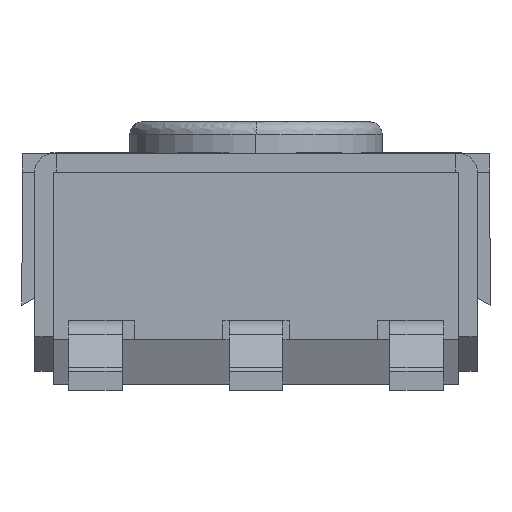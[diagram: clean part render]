
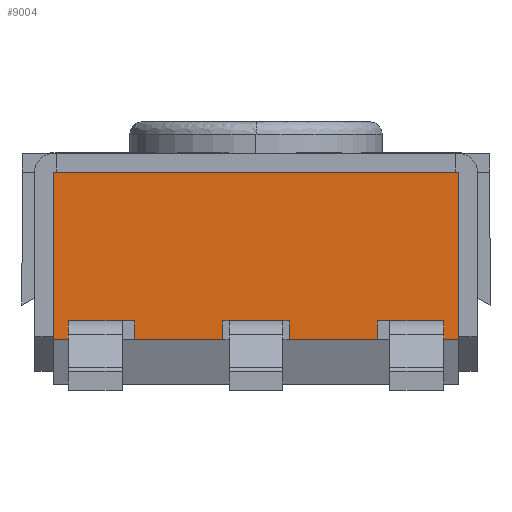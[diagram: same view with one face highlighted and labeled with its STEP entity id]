
A CAD part, left-side view. The second image highlights one B-rep face of the part: STEP entity #9004.
In plain terms, the highlighted planar face has unit normal (-1, 0, 0).
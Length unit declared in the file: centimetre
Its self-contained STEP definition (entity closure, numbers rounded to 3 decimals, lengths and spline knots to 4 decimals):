
#285 = EDGE_CURVE ( 'NONE', #16501, #16702, #5485, .T. ) ;
#386 = VECTOR ( 'NONE', #5487, 100. ) ;
#1780 = LINE ( 'NONE', #1781, #6910 ) ;
#1781 = CARTESIAN_POINT ( 'NONE',  ( -0.36, 0.32, 0. ) ) ;
#1782 = DIRECTION ( 'NONE',  ( 0., 0., -1. ) ) ;
#1855 = LINE ( 'NONE', #1856, #6935 ) ;
#1856 = CARTESIAN_POINT ( 'NONE',  ( -0.36, 0., 0.07 ) ) ;
#1857 = DIRECTION ( 'NONE',  ( 0., -1., 0. ) ) ;
#3271 = CARTESIAN_POINT ( 'NONE',  ( -0.36, -0.32, 0.335 ) ) ;
#5485 = LINE ( 'NONE', #5486, #386 ) ;
#5486 = CARTESIAN_POINT ( 'NONE',  ( -0.36, 0., 0.335 ) ) ;
#5487 = DIRECTION ( 'NONE',  ( 0., -1., 0. ) ) ;
#6910 = VECTOR ( 'NONE', #1782, 100. ) ;
#6935 = VECTOR ( 'NONE', #1857, 100. ) ;
#6951 = VECTOR ( 'NONE', #14422, 100. ) ;
#9004 = ADVANCED_FACE ( 'NONE', ( #15267 ), #9543, .T. ) ;
#9543 = PLANE ( 'NONE',  #15261 ) ;
#9544 = CARTESIAN_POINT ( 'NONE',  ( -0.36, 0., 0. ) ) ;
#9545 = DIRECTION ( 'NONE',  ( -1., 0., 0. ) ) ;
#9546 = DIRECTION ( 'NONE',  ( 0., 0., 1. ) ) ;
#12728 = CARTESIAN_POINT ( 'NONE',  ( -0.36, -0.32, 0.07 ) ) ;
#12764 = CARTESIAN_POINT ( 'NONE',  ( -0.36, 0.32, 0.07 ) ) ;
#12770 = CARTESIAN_POINT ( 'NONE',  ( -0.36, 0.32, 0.335 ) ) ;
#13282 = ORIENTED_EDGE ( 'NONE', *, *, #285, .F. ) ;
#13285 = ORIENTED_EDGE ( 'NONE', *, *, #15528, .T. ) ;
#13301 = ORIENTED_EDGE ( 'NONE', *, *, #15503, .T. ) ;
#13302 = ORIENTED_EDGE ( 'NONE', *, *, #15543, .T. ) ;
#13948 = EDGE_LOOP ( 'NONE', ( #13282, #13301, #13285, #13302 ) ) ;
#14420 = LINE ( 'NONE', #14421, #6951 ) ;
#14421 = CARTESIAN_POINT ( 'NONE',  ( -0.36, -0.32, 0. ) ) ;
#14422 = DIRECTION ( 'NONE',  ( 0., 0., 1. ) ) ;
#15261 = AXIS2_PLACEMENT_3D ( 'NONE', #9544, #9545, #9546 ) ;
#15267 = FACE_OUTER_BOUND ( 'NONE', #13948, .T. ) ;
#15503 = EDGE_CURVE ( 'NONE', #16501, #16495, #1780, .T. ) ;
#15528 = EDGE_CURVE ( 'NONE', #16495, #16452, #1855, .T. ) ;
#15543 = EDGE_CURVE ( 'NONE', #16452, #16702, #14420, .T. ) ;
#16452 = VERTEX_POINT ( 'NONE', #12728 ) ;
#16495 = VERTEX_POINT ( 'NONE', #12764 ) ;
#16501 = VERTEX_POINT ( 'NONE', #12770 ) ;
#16702 = VERTEX_POINT ( 'NONE', #3271 ) ;
